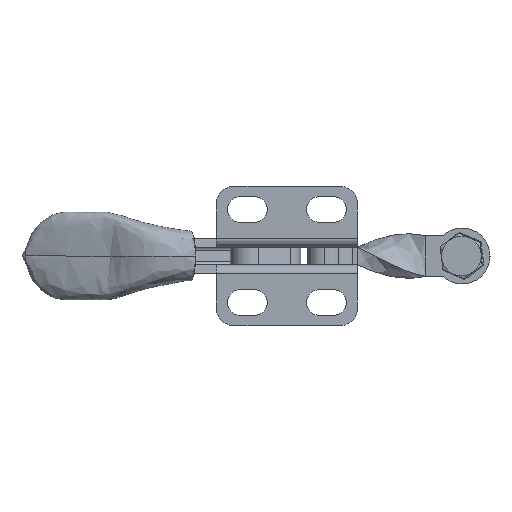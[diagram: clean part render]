
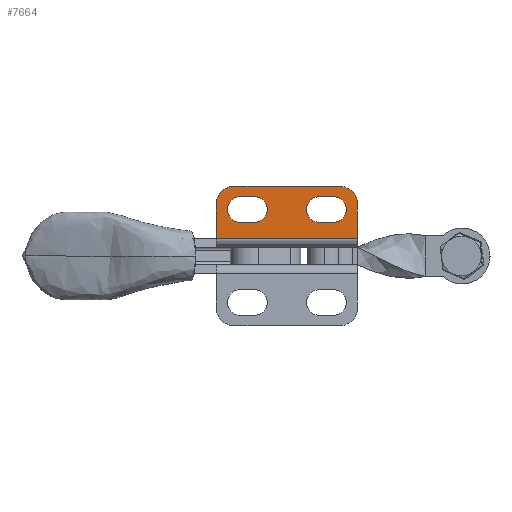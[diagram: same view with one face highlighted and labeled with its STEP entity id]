
A CAD part, front view. The second image highlights one B-rep face of the part: STEP entity #7664.
In plain terms, the highlighted planar face has unit normal (0, -1, 0).
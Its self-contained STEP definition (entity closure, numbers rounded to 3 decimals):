
#322 = VERTEX_POINT ( 'NONE', #3098 ) ;
#343 = VERTEX_POINT ( 'NONE', #3119 ) ;
#345 = VERTEX_POINT ( 'NONE', #3121 ) ;
#349 = VERTEX_POINT ( 'NONE', #3125 ) ;
#350 = VERTEX_POINT ( 'NONE', #3126 ) ;
#351 = VERTEX_POINT ( 'NONE', #3127 ) ;
#352 = VERTEX_POINT ( 'NONE', #3128 ) ;
#353 = VERTEX_POINT ( 'NONE', #3129 ) ;
#354 = VERTEX_POINT ( 'NONE', #3130 ) ;
#355 = VERTEX_POINT ( 'NONE', #3131 ) ;
#357 = VERTEX_POINT ( 'NONE', #3133 ) ;
#358 = VERTEX_POINT ( 'NONE', #3134 ) ;
#359 = VERTEX_POINT ( 'NONE', #3135 ) ;
#360 = VERTEX_POINT ( 'NONE', #3136 ) ;
#1028 = ORIENTED_EDGE ( 'NONE', *, *, #22508, .F. ) ;
#1029 = ORIENTED_EDGE ( 'NONE', *, *, #22509, .F. ) ;
#1030 = ORIENTED_EDGE ( 'NONE', *, *, #22510, .F. ) ;
#1031 = ORIENTED_EDGE ( 'NONE', *, *, #22511, .F. ) ;
#1032 = ORIENTED_EDGE ( 'NONE', *, *, #22512, .T. ) ;
#1033 = ORIENTED_EDGE ( 'NONE', *, *, #22506, .T. ) ;
#1034 = ORIENTED_EDGE ( 'NONE', *, *, #22513, .T. ) ;
#1035 = ORIENTED_EDGE ( 'NONE', *, *, #22514, .T. ) ;
#1036 = ORIENTED_EDGE ( 'NONE', *, *, #22515, .T. ) ;
#1037 = ORIENTED_EDGE ( 'NONE', *, *, #22516, .T. ) ;
#1038 = ORIENTED_EDGE ( 'NONE', *, *, #22517, .F. ) ;
#1039 = ORIENTED_EDGE ( 'NONE', *, *, #22518, .F. ) ;
#1040 = ORIENTED_EDGE ( 'NONE', *, *, #22519, .F. ) ;
#1041 = ORIENTED_EDGE ( 'NONE', *, *, #22520, .F. ) ;
#3098 = CARTESIAN_POINT ( 'NONE',  ( 6.5, -1.5, 7.15 ) ) ;
#3119 = CARTESIAN_POINT ( 'NONE',  ( 0., -1.5, 5.9 ) ) ;
#3121 = CARTESIAN_POINT ( 'NONE',  ( 4.1, -1.5, 2.75 ) ) ;
#3125 = CARTESIAN_POINT ( 'NONE',  ( 24.1, -1.5, 0. ) ) ;
#3126 = CARTESIAN_POINT ( 'NONE',  ( 0., -1.5, 0. ) ) ;
#3127 = CARTESIAN_POINT ( 'NONE',  ( 4.1, -1.5, 7.15 ) ) ;
#3128 = CARTESIAN_POINT ( 'NONE',  ( 6.5, -1.5, 2.75 ) ) ;
#3129 = CARTESIAN_POINT ( 'NONE',  ( 20., -1.5, 7.15 ) ) ;
#3130 = CARTESIAN_POINT ( 'NONE',  ( 24.1, -1.5, 5.9 ) ) ;
#3131 = CARTESIAN_POINT ( 'NONE',  ( 17.6, -1.5, 7.15 ) ) ;
#3133 = CARTESIAN_POINT ( 'NONE',  ( 21.1, -1.5, 8.9 ) ) ;
#3134 = CARTESIAN_POINT ( 'NONE',  ( 3., -1.5, 8.9 ) ) ;
#3135 = CARTESIAN_POINT ( 'NONE',  ( 17.6, -1.5, 2.75 ) ) ;
#3136 = CARTESIAN_POINT ( 'NONE',  ( 20., -1.5, 2.75 ) ) ;
#6097 = FACE_BOUND ( 'NONE', #24798, .T. ) ;
#6101 = FACE_BOUND ( 'NONE', #24788, .T. ) ;
#6107 = FACE_OUTER_BOUND ( 'NONE', #24785, .T. ) ;
#7664 = ADVANCED_FACE ( 'NONE', ( #6101, #6107, #6097 ), #9707, .F. ) ;
#8125 = AXIS2_PLACEMENT_3D ( 'NONE', #9706, #9703, #9709 ) ;
#9703 = DIRECTION ( 'NONE',  ( 0., 1., 0. ) ) ;
#9706 = CARTESIAN_POINT ( 'NONE',  ( 3., -1.5, 5.9 ) ) ;
#9707 = PLANE ( 'NONE',  #8125 ) ;
#9709 = DIRECTION ( 'NONE',  ( 0., 0., 1. ) ) ;
#12072 = AXIS2_PLACEMENT_3D ( 'NONE', #23406, #23407, #23408 ) ;
#12073 = AXIS2_PLACEMENT_3D ( 'NONE', #23413, #23414, #23415 ) ;
#12074 = AXIS2_PLACEMENT_3D ( 'NONE', #23420, #23421, #23422 ) ;
#12075 = AXIS2_PLACEMENT_3D ( 'NONE', #23424, #23425, #23426 ) ;
#12076 = AXIS2_PLACEMENT_3D ( 'NONE', #23428, #23429, #23430 ) ;
#12077 = AXIS2_PLACEMENT_3D ( 'NONE', #23434, #23435, #23436 ) ;
#19421 = LINE ( 'NONE', #23399, #19429 ) ;
#19427 = LINE ( 'NONE', #23405, #19438 ) ;
#19429 = VECTOR ( 'NONE', #23397, 1000. ) ;
#19431 = CIRCLE ( 'NONE', #12072, 2.2 ) ;
#19434 = CIRCLE ( 'NONE', #12073, 2.2 ) ;
#19436 = LINE ( 'NONE', #23412, #19444 ) ;
#19438 = VECTOR ( 'NONE', #23403, 1000. ) ;
#19440 = LINE ( 'NONE', #23411, #19447 ) ;
#19442 = LINE ( 'NONE', #23427, #19464 ) ;
#19444 = VECTOR ( 'NONE', #23409, 1000. ) ;
#19446 = LINE ( 'NONE', #23418, #19451 ) ;
#19447 = VECTOR ( 'NONE', #23417, 1000. ) ;
#19449 = CIRCLE ( 'NONE', #12074, 3. ) ;
#19451 = VECTOR ( 'NONE', #23419, 1000. ) ;
#19453 = LINE ( 'NONE', #23416, #19457 ) ;
#19455 = CIRCLE ( 'NONE', #12075, 3. ) ;
#19457 = VECTOR ( 'NONE', #23410, 1000. ) ;
#19459 = CIRCLE ( 'NONE', #12076, 2.2 ) ;
#19461 = CIRCLE ( 'NONE', #12077, 2.2 ) ;
#19462 = LINE ( 'NONE', #23433, #19470 ) ;
#19464 = VECTOR ( 'NONE', #23423, 1000. ) ;
#19470 = VECTOR ( 'NONE', #23431, 1000. ) ;
#22506 = EDGE_CURVE ( 'NONE', #350, #349, #19421, .T. ) ;
#22508 = EDGE_CURVE ( 'NONE', #351, #345, #19431, .T. ) ;
#22509 = EDGE_CURVE ( 'NONE', #322, #351, #19427, .T. ) ;
#22510 = EDGE_CURVE ( 'NONE', #352, #322, #19434, .T. ) ;
#22511 = EDGE_CURVE ( 'NONE', #345, #352, #19436, .T. ) ;
#22512 = EDGE_CURVE ( 'NONE', #343, #350, #19440, .T. ) ;
#22513 = EDGE_CURVE ( 'NONE', #349, #354, #19446, .T. ) ;
#22514 = EDGE_CURVE ( 'NONE', #354, #357, #19449, .T. ) ;
#22515 = EDGE_CURVE ( 'NONE', #357, #358, #19453, .T. ) ;
#22516 = EDGE_CURVE ( 'NONE', #358, #343, #19455, .T. ) ;
#22517 = EDGE_CURVE ( 'NONE', #355, #359, #19459, .T. ) ;
#22518 = EDGE_CURVE ( 'NONE', #353, #355, #19442, .T. ) ;
#22519 = EDGE_CURVE ( 'NONE', #360, #353, #19461, .T. ) ;
#22520 = EDGE_CURVE ( 'NONE', #359, #360, #19462, .T. ) ;
#23397 = DIRECTION ( 'NONE',  ( 1., 0., 0. ) ) ;
#23399 = CARTESIAN_POINT ( 'NONE',  ( 0., -1.5, 0. ) ) ;
#23403 = DIRECTION ( 'NONE',  ( -1., 0., 0. ) ) ;
#23405 = CARTESIAN_POINT ( 'NONE',  ( 4.1, -1.5, 7.15 ) ) ;
#23406 = CARTESIAN_POINT ( 'NONE',  ( 4.1, -1.5, 4.95 ) ) ;
#23407 = DIRECTION ( 'NONE',  ( 0., -1., 0. ) ) ;
#23408 = DIRECTION ( 'NONE',  ( 0., 0., -1. ) ) ;
#23409 = DIRECTION ( 'NONE',  ( 1., 0., 0. ) ) ;
#23410 = DIRECTION ( 'NONE',  ( -1., 0., 0. ) ) ;
#23411 = CARTESIAN_POINT ( 'NONE',  ( 0., -1.5, 0. ) ) ;
#23412 = CARTESIAN_POINT ( 'NONE',  ( 4.1, -1.5, 2.75 ) ) ;
#23413 = CARTESIAN_POINT ( 'NONE',  ( 6.5, -1.5, 4.95 ) ) ;
#23414 = DIRECTION ( 'NONE',  ( 0., -1., 0. ) ) ;
#23415 = DIRECTION ( 'NONE',  ( 0., 0., -1. ) ) ;
#23416 = CARTESIAN_POINT ( 'NONE',  ( 3., -1.5, 8.9 ) ) ;
#23417 = DIRECTION ( 'NONE',  ( 0., 0., -1. ) ) ;
#23418 = CARTESIAN_POINT ( 'NONE',  ( 24.1, -1.5, 5.9 ) ) ;
#23419 = DIRECTION ( 'NONE',  ( 0., 0., 1. ) ) ;
#23420 = CARTESIAN_POINT ( 'NONE',  ( 21.1, -1.5, 5.9 ) ) ;
#23421 = DIRECTION ( 'NONE',  ( 0., -1., 0. ) ) ;
#23422 = DIRECTION ( 'NONE',  ( 0., 0., 1. ) ) ;
#23423 = DIRECTION ( 'NONE',  ( -1., 0., 0. ) ) ;
#23424 = CARTESIAN_POINT ( 'NONE',  ( 3., -1.5, 5.9 ) ) ;
#23425 = DIRECTION ( 'NONE',  ( 0., -1., 0. ) ) ;
#23426 = DIRECTION ( 'NONE',  ( 0., 0., 1. ) ) ;
#23427 = CARTESIAN_POINT ( 'NONE',  ( 17.6, -1.5, 7.15 ) ) ;
#23428 = CARTESIAN_POINT ( 'NONE',  ( 17.6, -1.5, 4.95 ) ) ;
#23429 = DIRECTION ( 'NONE',  ( 0., -1., 0. ) ) ;
#23430 = DIRECTION ( 'NONE',  ( 0., 0., -1. ) ) ;
#23431 = DIRECTION ( 'NONE',  ( 1., 0., 0. ) ) ;
#23433 = CARTESIAN_POINT ( 'NONE',  ( 17.6, -1.5, 2.75 ) ) ;
#23434 = CARTESIAN_POINT ( 'NONE',  ( 20., -1.5, 4.95 ) ) ;
#23435 = DIRECTION ( 'NONE',  ( 0., -1., 0. ) ) ;
#23436 = DIRECTION ( 'NONE',  ( 0., 0., -1. ) ) ;
#24785 = EDGE_LOOP ( 'NONE', ( #1032, #1033, #1034, #1035, #1036, #1037 ) ) ;
#24788 = EDGE_LOOP ( 'NONE', ( #1028, #1029, #1030, #1031 ) ) ;
#24798 = EDGE_LOOP ( 'NONE', ( #1038, #1039, #1040, #1041 ) ) ;
